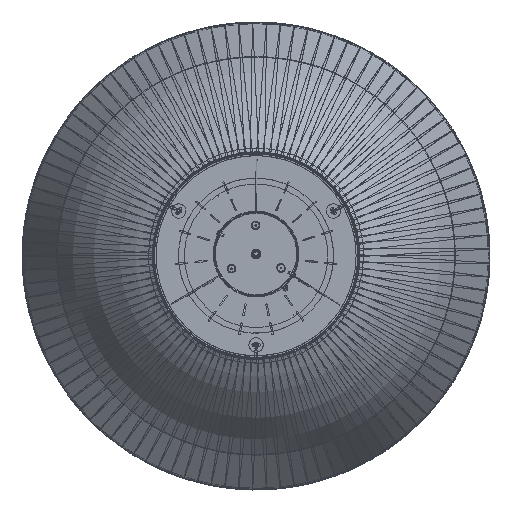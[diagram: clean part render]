
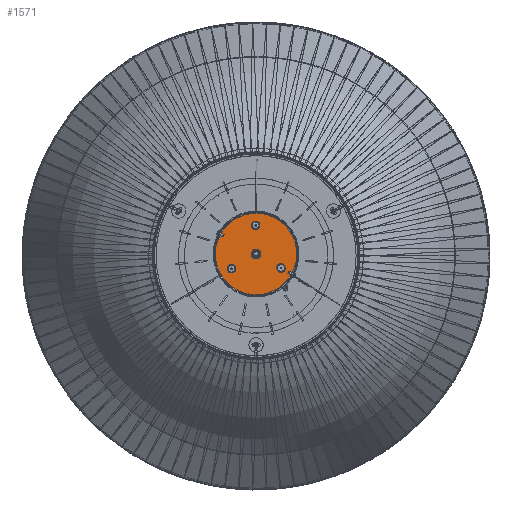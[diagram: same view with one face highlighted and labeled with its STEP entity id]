
A CAD part, top view. The second image highlights one B-rep face of the part: STEP entity #1571.
In plain terms, the highlighted planar face has unit normal (0, 0, 1).
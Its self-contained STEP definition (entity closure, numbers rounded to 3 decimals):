
#1571=ADVANCED_FACE('',(#4575,#3176,#3177,#3178,#3179),#43989,.T.);
#3176=FACE_BOUND('',#7359,.T.);
#3177=FACE_BOUND('',#7360,.T.);
#3178=FACE_BOUND('',#7361,.T.);
#3179=FACE_BOUND('',#7362,.T.);
#4575=FACE_OUTER_BOUND('',#7358,.T.);
#7358=EDGE_LOOP('',(#15287,#15288));
#7359=EDGE_LOOP('',(#15289,#15290));
#7360=EDGE_LOOP('',(#15291,#15292));
#7361=EDGE_LOOP('',(#15293,#15294));
#7362=EDGE_LOOP('',(#15295,#15296));
#15287=ORIENTED_EDGE('',*,*,#26291,.T.);
#15288=ORIENTED_EDGE('',*,*,#26323,.T.);
#15289=ORIENTED_EDGE('',*,*,#26268,.T.);
#15290=ORIENTED_EDGE('',*,*,#26343,.T.);
#15291=ORIENTED_EDGE('',*,*,#26341,.T.);
#15292=ORIENTED_EDGE('',*,*,#26272,.T.);
#15293=ORIENTED_EDGE('',*,*,#26339,.T.);
#15294=ORIENTED_EDGE('',*,*,#26276,.T.);
#15295=ORIENTED_EDGE('',*,*,#26301,.T.);
#15296=ORIENTED_EDGE('',*,*,#26320,.T.);
#26268=EDGE_CURVE('',#39380,#39381,#31484,.T.);
#26272=EDGE_CURVE('',#39384,#39385,#31486,.T.);
#26276=EDGE_CURVE('',#39388,#39389,#31488,.T.);
#26291=EDGE_CURVE('',#39399,#39400,#31490,.T.);
#26301=EDGE_CURVE('',#39410,#39409,#31499,.T.);
#26320=EDGE_CURVE('',#39409,#39410,#31505,.T.);
#26323=EDGE_CURVE('',#39400,#39399,#31508,.T.);
#26339=EDGE_CURVE('',#39389,#39388,#31510,.T.);
#26341=EDGE_CURVE('',#39385,#39384,#31512,.T.);
#26343=EDGE_CURVE('',#39381,#39380,#31514,.T.);
#31484=(
BOUNDED_CURVE()
B_SPLINE_CURVE(2,(#73052,#73053,#73054,#73055,#73056),.UNSPECIFIED.,.F.,
 .F.)
B_SPLINE_CURVE_WITH_KNOTS((3,2,3),(-15.708,-7.854,0.),
 .UNSPECIFIED.)
CURVE()
GEOMETRIC_REPRESENTATION_ITEM()
RATIONAL_B_SPLINE_CURVE((1.,0.707,1.,0.707,1.))
REPRESENTATION_ITEM('')
);
#31486=(
BOUNDED_CURVE()
B_SPLINE_CURVE(2,(#73066,#73067,#73068,#73069,#73070),.UNSPECIFIED.,.F.,
 .F.)
B_SPLINE_CURVE_WITH_KNOTS((3,2,3),(-15.708,-7.854,0.),
 .UNSPECIFIED.)
CURVE()
GEOMETRIC_REPRESENTATION_ITEM()
RATIONAL_B_SPLINE_CURVE((1.,0.707,1.,0.707,1.))
REPRESENTATION_ITEM('')
);
#31488=(
BOUNDED_CURVE()
B_SPLINE_CURVE(2,(#73080,#73081,#73082,#73083,#73084),.UNSPECIFIED.,.F.,
 .F.)
B_SPLINE_CURVE_WITH_KNOTS((3,2,3),(-15.708,-7.854,0.),
 .UNSPECIFIED.)
CURVE()
GEOMETRIC_REPRESENTATION_ITEM()
RATIONAL_B_SPLINE_CURVE((1.,0.707,1.,0.707,1.))
REPRESENTATION_ITEM('')
);
#31490=(
BOUNDED_CURVE()
B_SPLINE_CURVE(2,(#73246,#73247,#73248,#73249,#73250),.UNSPECIFIED.,.F.,
 .F.)
B_SPLINE_CURVE_WITH_KNOTS((3,2,3),(0.,89.535,179.071),
 .UNSPECIFIED.)
CURVE()
GEOMETRIC_REPRESENTATION_ITEM()
RATIONAL_B_SPLINE_CURVE((1.,0.707,1.,0.707,1.))
REPRESENTATION_ITEM('')
);
#31499=(
BOUNDED_CURVE()
B_SPLINE_CURVE(2,(#73285,#73286,#73287,#73288,#73289),.UNSPECIFIED.,.F.,
 .F.)
B_SPLINE_CURVE_WITH_KNOTS((3,2,3),(-15.708,-7.854,0.),
 .UNSPECIFIED.)
CURVE()
GEOMETRIC_REPRESENTATION_ITEM()
RATIONAL_B_SPLINE_CURVE((1.,0.707,1.,0.707,1.))
REPRESENTATION_ITEM('')
);
#31505=(
BOUNDED_CURVE()
B_SPLINE_CURVE(2,(#73383,#73384,#73385,#73386,#73387),.UNSPECIFIED.,.F.,
 .F.)
B_SPLINE_CURVE_WITH_KNOTS((3,2,3),(-15.708,-7.854,0.),
 .UNSPECIFIED.)
CURVE()
GEOMETRIC_REPRESENTATION_ITEM()
RATIONAL_B_SPLINE_CURVE((1.,0.707,1.,0.707,1.))
REPRESENTATION_ITEM('')
);
#31508=(
BOUNDED_CURVE()
B_SPLINE_CURVE(2,(#73398,#73399,#73400,#73401,#73402),.UNSPECIFIED.,.F.,
 .F.)
B_SPLINE_CURVE_WITH_KNOTS((3,2,3),(0.,89.535,179.071),
 .UNSPECIFIED.)
CURVE()
GEOMETRIC_REPRESENTATION_ITEM()
RATIONAL_B_SPLINE_CURVE((1.,0.707,1.,0.707,1.))
REPRESENTATION_ITEM('')
);
#31510=(
BOUNDED_CURVE()
B_SPLINE_CURVE(2,(#73692,#73693,#73694,#73695,#73696),.UNSPECIFIED.,.F.,
 .F.)
B_SPLINE_CURVE_WITH_KNOTS((3,2,3),(-15.708,-7.854,0.),
 .UNSPECIFIED.)
CURVE()
GEOMETRIC_REPRESENTATION_ITEM()
RATIONAL_B_SPLINE_CURVE((1.,0.707,1.,0.707,1.))
REPRESENTATION_ITEM('')
);
#31512=(
BOUNDED_CURVE()
B_SPLINE_CURVE(2,(#73702,#73703,#73704,#73705,#73706),.UNSPECIFIED.,.F.,
 .F.)
B_SPLINE_CURVE_WITH_KNOTS((3,2,3),(-15.708,-7.854,0.),
 .UNSPECIFIED.)
CURVE()
GEOMETRIC_REPRESENTATION_ITEM()
RATIONAL_B_SPLINE_CURVE((1.,0.707,1.,0.707,1.))
REPRESENTATION_ITEM('')
);
#31514=(
BOUNDED_CURVE()
B_SPLINE_CURVE(2,(#73712,#73713,#73714,#73715,#73716),.UNSPECIFIED.,.F.,
 .F.)
B_SPLINE_CURVE_WITH_KNOTS((3,2,3),(-15.708,-7.854,0.),
 .UNSPECIFIED.)
CURVE()
GEOMETRIC_REPRESENTATION_ITEM()
RATIONAL_B_SPLINE_CURVE((1.,0.707,1.,0.707,1.))
REPRESENTATION_ITEM('')
);
#39380=VERTEX_POINT('',#72866);
#39381=VERTEX_POINT('',#72867);
#39384=VERTEX_POINT('',#72870);
#39385=VERTEX_POINT('',#72871);
#39388=VERTEX_POINT('',#72874);
#39389=VERTEX_POINT('',#72875);
#39399=VERTEX_POINT('',#72885);
#39400=VERTEX_POINT('',#72886);
#39409=VERTEX_POINT('',#72895);
#39410=VERTEX_POINT('',#72896);
#43989=PLANE('',#45247);
#45247=AXIS2_PLACEMENT_3D('',#72513,#46487,$);
#46487=DIRECTION('',(0.,0.,1.));
#72513=CARTESIAN_POINT('',(-9.466,-2.605,-2.426));
#72866=CARTESIAN_POINT('',(0.224,3.782,-2.426));
#72867=CARTESIAN_POINT('',(-0.649,4.27,-2.426));
#72870=CARTESIAN_POINT('',(-3.157,-2.265,-2.426));
#72871=CARTESIAN_POINT('',(-4.03,-1.777,-2.426));
#72874=CARTESIAN_POINT('',(3.77,-2.17,-2.426));
#72875=CARTESIAN_POINT('',(2.898,-1.682,-2.426));
#72885=CARTESIAN_POINT('',(-5.132,2.809,-2.426));
#72886=CARTESIAN_POINT('',(4.818,-2.756,-2.426));
#72895=CARTESIAN_POINT('',(-0.594,0.271,-2.426));
#72896=CARTESIAN_POINT('',(0.279,-0.218,-2.426));
#73052=CARTESIAN_POINT('',(0.224,3.782,-2.426));
#73053=CARTESIAN_POINT('',(-0.02,3.346,-2.426));
#73054=CARTESIAN_POINT('',(-0.456,3.59,-2.426));
#73055=CARTESIAN_POINT('',(-0.893,3.834,-2.426));
#73056=CARTESIAN_POINT('',(-0.649,4.27,-2.426));
#73066=CARTESIAN_POINT('',(-3.157,-2.265,-2.426));
#73067=CARTESIAN_POINT('',(-3.401,-2.701,-2.426));
#73068=CARTESIAN_POINT('',(-3.838,-2.457,-2.426));
#73069=CARTESIAN_POINT('',(-4.274,-2.213,-2.426));
#73070=CARTESIAN_POINT('',(-4.03,-1.777,-2.426));
#73080=CARTESIAN_POINT('',(3.77,-2.17,-2.426));
#73081=CARTESIAN_POINT('',(3.526,-2.606,-2.426));
#73082=CARTESIAN_POINT('',(3.09,-2.362,-2.426));
#73083=CARTESIAN_POINT('',(2.653,-2.118,-2.426));
#73084=CARTESIAN_POINT('',(2.898,-1.682,-2.426));
#73246=CARTESIAN_POINT('',(-5.132,2.809,-2.426));
#73247=CARTESIAN_POINT('',(-7.914,-2.166,-2.426));
#73248=CARTESIAN_POINT('',(-2.939,-4.948,-2.426));
#73249=CARTESIAN_POINT('',(2.036,-7.731,-2.426));
#73250=CARTESIAN_POINT('',(4.818,-2.756,-2.426));
#73285=CARTESIAN_POINT('',(0.279,-0.218,-2.426));
#73286=CARTESIAN_POINT('',(0.035,-0.654,-2.426));
#73287=CARTESIAN_POINT('',(-0.401,-0.41,-2.426));
#73288=CARTESIAN_POINT('',(-0.838,-0.166,-2.426));
#73289=CARTESIAN_POINT('',(-0.594,0.271,-2.426));
#73383=CARTESIAN_POINT('',(-0.594,0.271,-2.426));
#73384=CARTESIAN_POINT('',(-0.35,0.707,-2.426));
#73385=CARTESIAN_POINT('',(0.087,0.463,-2.426));
#73386=CARTESIAN_POINT('',(0.523,0.219,-2.426));
#73387=CARTESIAN_POINT('',(0.279,-0.218,-2.426));
#73398=CARTESIAN_POINT('',(4.818,-2.756,-2.426));
#73399=CARTESIAN_POINT('',(7.6,2.219,-2.426));
#73400=CARTESIAN_POINT('',(2.625,5.001,-2.426));
#73401=CARTESIAN_POINT('',(-2.35,7.783,-2.426));
#73402=CARTESIAN_POINT('',(-5.132,2.809,-2.426));
#73692=CARTESIAN_POINT('',(2.898,-1.682,-2.426));
#73693=CARTESIAN_POINT('',(3.142,-1.245,-2.426));
#73694=CARTESIAN_POINT('',(3.578,-1.489,-2.426));
#73695=CARTESIAN_POINT('',(4.014,-1.733,-2.426));
#73696=CARTESIAN_POINT('',(3.77,-2.17,-2.426));
#73702=CARTESIAN_POINT('',(-4.03,-1.777,-2.426));
#73703=CARTESIAN_POINT('',(-3.786,-1.34,-2.426));
#73704=CARTESIAN_POINT('',(-3.35,-1.584,-2.426));
#73705=CARTESIAN_POINT('',(-2.913,-1.828,-2.426));
#73706=CARTESIAN_POINT('',(-3.157,-2.265,-2.426));
#73712=CARTESIAN_POINT('',(-0.649,4.27,-2.426));
#73713=CARTESIAN_POINT('',(-0.405,4.707,-2.426));
#73714=CARTESIAN_POINT('',(0.032,4.463,-2.426));
#73715=CARTESIAN_POINT('',(0.468,4.218,-2.426));
#73716=CARTESIAN_POINT('',(0.224,3.782,-2.426));
